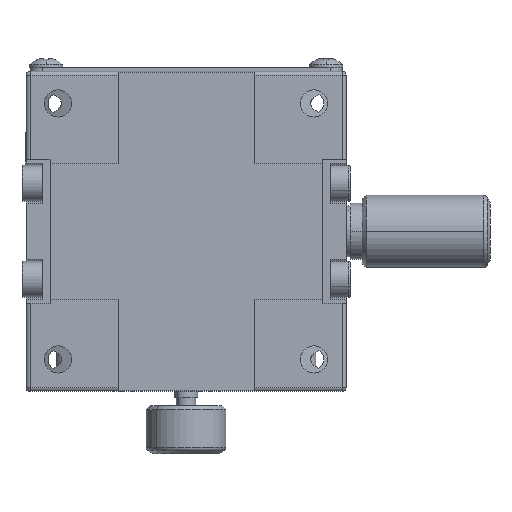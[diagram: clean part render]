
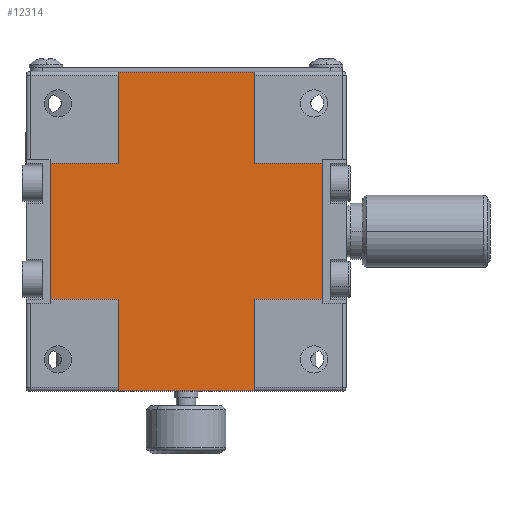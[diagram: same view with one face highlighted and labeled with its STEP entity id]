
A CAD part, front view. The second image highlights one B-rep face of the part: STEP entity #12314.
In plain terms, the highlighted planar face has unit normal (0, -1, 0).
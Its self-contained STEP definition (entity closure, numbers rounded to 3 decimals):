
#637 = CARTESIAN_POINT ( 'NONE',  ( -8.5, 0.2, 20. ) ) ;
#1259 = DIRECTION ( 'NONE',  ( 0., 0., -1. ) ) ;
#1957 = DIRECTION ( 'NONE',  ( 1., 0., 0. ) ) ;
#2128 = CARTESIAN_POINT ( 'NONE',  ( -8.5, 0.2, 8.5 ) ) ;
#2385 = VECTOR ( 'NONE', #19486, 1000. ) ;
#2768 = EDGE_CURVE ( 'NONE', #11860, #16923, #7355, .T. ) ;
#2886 = AXIS2_PLACEMENT_3D ( 'NONE', #24155, #5961, #1259 ) ;
#3085 = EDGE_CURVE ( 'NONE', #20235, #24383, #7887, .T. ) ;
#3131 = VECTOR ( 'NONE', #4509, 1000. ) ;
#3227 = VERTEX_POINT ( 'NONE', #3772 ) ;
#3241 = DIRECTION ( 'NONE',  ( 0., 0., -1. ) ) ;
#3401 = VECTOR ( 'NONE', #11625, 1000. ) ;
#3772 = CARTESIAN_POINT ( 'NONE',  ( 17., 0.2, -8.5 ) ) ;
#4306 = ORIENTED_EDGE ( 'NONE', *, *, #21000, .T. ) ;
#4509 = DIRECTION ( 'NONE',  ( -1., 0., 0. ) ) ;
#5180 = EDGE_LOOP ( 'NONE', ( #11509, #22197, #6892, #22563, #7672, #8246, #4306, #18282, #15430, #27970, #5319, #8825 ) ) ;
#5208 = VERTEX_POINT ( 'NONE', #15542 ) ;
#5248 = CARTESIAN_POINT ( 'NONE',  ( -8.5, 0.2, -8.5 ) ) ;
#5313 = VERTEX_POINT ( 'NONE', #9805 ) ;
#5319 = ORIENTED_EDGE ( 'NONE', *, *, #10150, .T. ) ;
#5961 = DIRECTION ( 'NONE',  ( 0., -1., 0. ) ) ;
#6128 = CARTESIAN_POINT ( 'NONE',  ( -20., 0.2, -8.5 ) ) ;
#6892 = ORIENTED_EDGE ( 'NONE', *, *, #9015, .T. ) ;
#6961 = CARTESIAN_POINT ( 'NONE',  ( 8.5, 0.2, -8.5 ) ) ;
#7138 = VERTEX_POINT ( 'NONE', #25444 ) ;
#7190 = EDGE_CURVE ( 'NONE', #7138, #18789, #9311, .T. ) ;
#7328 = CARTESIAN_POINT ( 'NONE',  ( -17., 0.2, 20. ) ) ;
#7355 = LINE ( 'NONE', #7922, #18701 ) ;
#7363 = CARTESIAN_POINT ( 'NONE',  ( 8.5, 0.2, -19.9 ) ) ;
#7563 = VERTEX_POINT ( 'NONE', #19316 ) ;
#7672 = ORIENTED_EDGE ( 'NONE', *, *, #10192, .T. ) ;
#7798 = CARTESIAN_POINT ( 'NONE',  ( -17., 0.2, -8.5 ) ) ;
#7887 = LINE ( 'NONE', #7328, #22229 ) ;
#7922 = CARTESIAN_POINT ( 'NONE',  ( 8.5, 0.2, -8.5 ) ) ;
#8246 = ORIENTED_EDGE ( 'NONE', *, *, #27175, .T. ) ;
#8321 = LINE ( 'NONE', #6128, #17681 ) ;
#8716 = LINE ( 'NONE', #10909, #21079 ) ;
#8825 = ORIENTED_EDGE ( 'NONE', *, *, #23749, .T. ) ;
#9015 = EDGE_CURVE ( 'NONE', #16923, #3227, #11072, .T. ) ;
#9311 = LINE ( 'NONE', #637, #21744 ) ;
#9565 = VECTOR ( 'NONE', #20657, 1000. ) ;
#9805 = CARTESIAN_POINT ( 'NONE',  ( -8.5, 0.2, -19.9 ) ) ;
#10150 = EDGE_CURVE ( 'NONE', #20235, #7563, #8321, .T. ) ;
#10192 = EDGE_CURVE ( 'NONE', #5208, #15861, #14280, .T. ) ;
#10642 = FACE_OUTER_BOUND ( 'NONE', #5180, .T. ) ;
#10909 = CARTESIAN_POINT ( 'NONE',  ( 8.5, 0.2, 20. ) ) ;
#11072 = LINE ( 'NONE', #6961, #21107 ) ;
#11393 = CARTESIAN_POINT ( 'NONE',  ( 8.5, 0.2, 8.5 ) ) ;
#11509 = ORIENTED_EDGE ( 'NONE', *, *, #28161, .T. ) ;
#11625 = DIRECTION ( 'NONE',  ( -1., 0., 0. ) ) ;
#11860 = VERTEX_POINT ( 'NONE', #7363 ) ;
#12314 = ADVANCED_FACE ( 'NONE', ( #10642 ), #17383, .T. ) ;
#12929 = DIRECTION ( 'NONE',  ( 1., 0., 0. ) ) ;
#13424 = EDGE_CURVE ( 'NONE', #18789, #24383, #15520, .T. ) ;
#13769 = LINE ( 'NONE', #5248, #9565 ) ;
#13830 = CARTESIAN_POINT ( 'NONE',  ( 8.5, 0.2, 19.9 ) ) ;
#13934 = CARTESIAN_POINT ( 'NONE',  ( -17., 0.2, 8.5 ) ) ;
#14280 = LINE ( 'NONE', #11393, #3131 ) ;
#14961 = VECTOR ( 'NONE', #12929, 1000. ) ;
#15430 = ORIENTED_EDGE ( 'NONE', *, *, #13424, .T. ) ;
#15520 = LINE ( 'NONE', #28593, #2385 ) ;
#15542 = CARTESIAN_POINT ( 'NONE',  ( 17., 0.2, 8.5 ) ) ;
#15861 = VERTEX_POINT ( 'NONE', #21555 ) ;
#16861 = CARTESIAN_POINT ( 'NONE',  ( 8.5, 0.2, -8.5 ) ) ;
#16923 = VERTEX_POINT ( 'NONE', #16861 ) ;
#17031 = CARTESIAN_POINT ( 'NONE',  ( 17., 0.2, 20. ) ) ;
#17265 = DIRECTION ( 'NONE',  ( 1., 0., 0. ) ) ;
#17383 = PLANE ( 'NONE',  #2886 ) ;
#17681 = VECTOR ( 'NONE', #17265, 1000. ) ;
#18282 = ORIENTED_EDGE ( 'NONE', *, *, #7190, .T. ) ;
#18701 = VECTOR ( 'NONE', #25392, 1000. ) ;
#18789 = VERTEX_POINT ( 'NONE', #2128 ) ;
#19222 = VERTEX_POINT ( 'NONE', #23794 ) ;
#19316 = CARTESIAN_POINT ( 'NONE',  ( -8.5, 0.2, -8.5 ) ) ;
#19486 = DIRECTION ( 'NONE',  ( -1., 0., 0. ) ) ;
#19864 = DIRECTION ( 'NONE',  ( 0., 0., 1. ) ) ;
#20235 = VERTEX_POINT ( 'NONE', #7798 ) ;
#20657 = DIRECTION ( 'NONE',  ( 0., 0., -1. ) ) ;
#20905 = CARTESIAN_POINT ( 'NONE',  ( -8.5, 0.2, -19.9 ) ) ;
#21000 = EDGE_CURVE ( 'NONE', #19222, #7138, #25264, .T. ) ;
#21068 = EDGE_CURVE ( 'NONE', #5208, #3227, #28200, .T. ) ;
#21079 = VECTOR ( 'NONE', #19864, 1000. ) ;
#21107 = VECTOR ( 'NONE', #1957, 1000. ) ;
#21555 = CARTESIAN_POINT ( 'NONE',  ( 8.5, 0.2, 8.5 ) ) ;
#21744 = VECTOR ( 'NONE', #27792, 1000. ) ;
#22197 = ORIENTED_EDGE ( 'NONE', *, *, #2768, .T. ) ;
#22229 = VECTOR ( 'NONE', #25507, 1000. ) ;
#22563 = ORIENTED_EDGE ( 'NONE', *, *, #21068, .F. ) ;
#22626 = VECTOR ( 'NONE', #3241, 1000. ) ;
#23749 = EDGE_CURVE ( 'NONE', #7563, #5313, #13769, .T. ) ;
#23794 = CARTESIAN_POINT ( 'NONE',  ( 8.5, 0.2, 19.9 ) ) ;
#24155 = CARTESIAN_POINT ( 'NONE',  ( 8.5, 0.2, 20. ) ) ;
#24383 = VERTEX_POINT ( 'NONE', #13934 ) ;
#25264 = LINE ( 'NONE', #13830, #3401 ) ;
#25392 = DIRECTION ( 'NONE',  ( 0., 0., 1. ) ) ;
#25444 = CARTESIAN_POINT ( 'NONE',  ( -8.5, 0.2, 19.9 ) ) ;
#25451 = LINE ( 'NONE', #20905, #14961 ) ;
#25507 = DIRECTION ( 'NONE',  ( 0., 0., 1. ) ) ;
#27175 = EDGE_CURVE ( 'NONE', #15861, #19222, #8716, .T. ) ;
#27792 = DIRECTION ( 'NONE',  ( 0., 0., -1. ) ) ;
#27970 = ORIENTED_EDGE ( 'NONE', *, *, #3085, .F. ) ;
#28161 = EDGE_CURVE ( 'NONE', #5313, #11860, #25451, .T. ) ;
#28200 = LINE ( 'NONE', #17031, #22626 ) ;
#28593 = CARTESIAN_POINT ( 'NONE',  ( -20., 0.2, 8.5 ) ) ;
